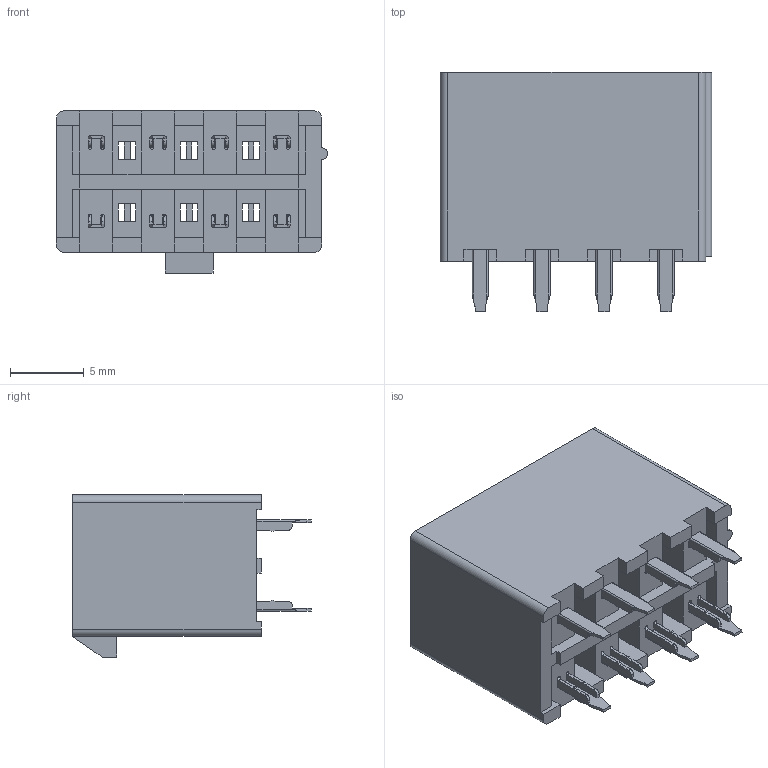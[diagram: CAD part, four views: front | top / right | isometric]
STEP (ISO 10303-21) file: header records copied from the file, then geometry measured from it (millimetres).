
FILE_DESCRIPTION(/* description */ ('STEP AP214'),/* implementation_level */ '2;1');
FILE_NAME(/* name */ 'ATX 8 pin.stp',/* time_stamp */ '2023-03-22T11:03:35+03:00',/* author */ ('is.basalaev'),/* organization */ (''),/* preprocessor_version */ 'ST-DEVELOPER v19.2',/* originating_system */ 'Autodesk Inventor 2023',/* authorisation */ '');
FILE_SCHEMA (('AUTOMOTIVE_DESIGN { 1 0 10303 214 3 1 1 }'));
Length unit declared in the file: millimetre
Products named in the file (1): ATX 8 pin
Bounding box: 18.4 x 16.2 x 11 mm (x, y, z)
Volume: 1046.4 mm3; surface area: 3022.3 mm2
Topology: 9 solids, 9 shells, 1131 faces, 3191 edges, 2068 vertices
Faces by surface type: plane 798, cylinder 301, torus 32
Entity records: 37577 total; most frequent: CARTESIAN_POINT 6559, ORIENTED_EDGE 6382, DIRECTION 6073, EDGE_CURVE 3191, LINE 2509, VECTOR 2509, VERTEX_POINT 2068, AXIS2_PLACEMENT_3D 1782
